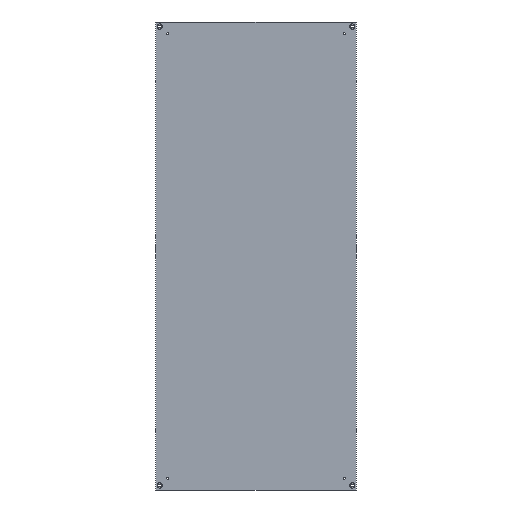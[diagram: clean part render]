
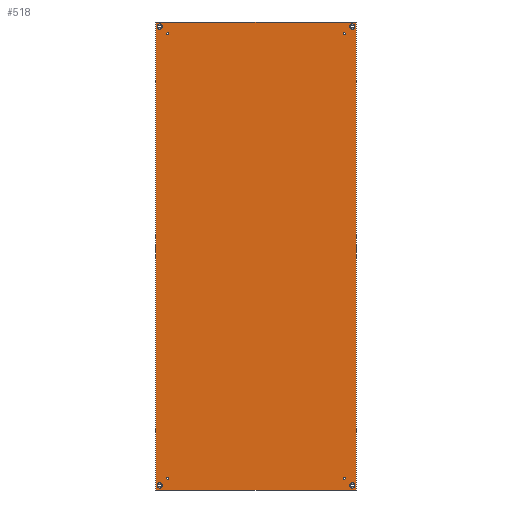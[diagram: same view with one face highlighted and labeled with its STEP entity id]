
A CAD part, front view. The second image highlights one B-rep face of the part: STEP entity #518.
In plain terms, the highlighted planar face has unit normal (0, -1, 0).
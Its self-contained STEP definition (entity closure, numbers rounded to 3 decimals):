
#7 = FACE_BOUND ( 'NONE', #2034, .T. ) ;
#18 = FACE_BOUND ( 'NONE', #53, .T. ) ;
#27 = DIRECTION ( 'NONE',  ( 1., 0., 0. ) ) ;
#28 = VECTOR ( 'NONE', #27, 1000. ) ;
#37 = VERTEX_POINT ( 'NONE', #2245 ) ;
#42 = EDGE_CURVE ( 'NONE', #515, #374, #1480, .T. ) ;
#53 = EDGE_LOOP ( 'NONE', ( #1047 ) ) ;
#60 = ORIENTED_EDGE ( 'NONE', *, *, #1408, .F. ) ;
#66 = AXIS2_PLACEMENT_3D ( 'NONE', #394, #212, #1802 ) ;
#87 = LINE ( 'NONE', #1866, #857 ) ;
#164 = EDGE_LOOP ( 'NONE', ( #1715 ) ) ;
#212 = DIRECTION ( 'NONE',  ( 0., 1., 0. ) ) ;
#222 = CARTESIAN_POINT ( 'NONE',  ( 427.998, -2.5, 1019.498 ) ) ;
#229 = VERTEX_POINT ( 'NONE', #1341 ) ;
#267 = AXIS2_PLACEMENT_3D ( 'NONE', #868, #1778, #1952 ) ;
#307 = CARTESIAN_POINT ( 'NONE',  ( 445., -2.5, 0. ) ) ;
#323 = VERTEX_POINT ( 'NONE', #2146 ) ;
#344 = ORIENTED_EDGE ( 'NONE', *, *, #2008, .F. ) ;
#374 = VERTEX_POINT ( 'NONE', #1739 ) ;
#388 = ORIENTED_EDGE ( 'NONE', *, *, #647, .T. ) ;
#394 = CARTESIAN_POINT ( 'NONE',  ( 0., -2.5, 0. ) ) ;
#406 = CARTESIAN_POINT ( 'NONE',  ( -396.998, -2.5, 987.498 ) ) ;
#436 = EDGE_CURVE ( 'NONE', #1283, #323, #1297, .T. ) ;
#459 = DIRECTION ( 'NONE',  ( 0., 1., 0. ) ) ;
#483 = DIRECTION ( 'NONE',  ( -1., 0., 0. ) ) ;
#515 = VERTEX_POINT ( 'NONE', #2023 ) ;
#518 = ADVANCED_FACE ( 'NONE', ( #928, #7, #1639, #1278, #18, #1847, #1291, #1836, #1650 ), #1455, .F. ) ;
#590 = CARTESIAN_POINT ( 'NONE',  ( -427.998, -2.5, -1007.498 ) ) ;
#595 = EDGE_LOOP ( 'NONE', ( #1609 ) ) ;
#617 = EDGE_LOOP ( 'NONE', ( #2074 ) ) ;
#635 = CIRCLE ( 'NONE', #975, 4.5 ) ;
#647 = EDGE_CURVE ( 'NONE', #803, #803, #1903, .T. ) ;
#678 = AXIS2_PLACEMENT_3D ( 'NONE', #2104, #814, #1941 ) ;
#697 = EDGE_LOOP ( 'NONE', ( #1761, #1383, #1637, #344 ) ) ;
#717 = DIRECTION ( 'NONE',  ( -1., 0., 0. ) ) ;
#731 = DIRECTION ( 'NONE',  ( 0., 0., 1. ) ) ;
#756 = CARTESIAN_POINT ( 'NONE',  ( 427.998, -2.5, -1019.498 ) ) ;
#780 = AXIS2_PLACEMENT_3D ( 'NONE', #756, #914, #731 ) ;
#794 = VERTEX_POINT ( 'NONE', #1351 ) ;
#803 = VERTEX_POINT ( 'NONE', #1493 ) ;
#814 = DIRECTION ( 'NONE',  ( 0., -1., 0. ) ) ;
#854 = DIRECTION ( 'NONE',  ( 0., -1., 0. ) ) ;
#857 = VECTOR ( 'NONE', #1730, 1000. ) ;
#868 = CARTESIAN_POINT ( 'NONE',  ( 392.498, -2.5, -987.498 ) ) ;
#873 = DIRECTION ( 'NONE',  ( 0., 1., 0. ) ) ;
#874 = CARTESIAN_POINT ( 'NONE',  ( 0., -2.5, 1040. ) ) ;
#879 = EDGE_CURVE ( 'NONE', #950, #950, #2246, .T. ) ;
#914 = DIRECTION ( 'NONE',  ( 0., -1., 0. ) ) ;
#928 = FACE_BOUND ( 'NONE', #595, .T. ) ;
#950 = VERTEX_POINT ( 'NONE', #2069 ) ;
#954 = EDGE_CURVE ( 'NONE', #1141, #1141, #635, .T. ) ;
#975 = AXIS2_PLACEMENT_3D ( 'NONE', #1166, #459, #483 ) ;
#1043 = ORIENTED_EDGE ( 'NONE', *, *, #1172, .F. ) ;
#1047 = ORIENTED_EDGE ( 'NONE', *, *, #2306, .T. ) ;
#1074 = CARTESIAN_POINT ( 'NONE',  ( 392.498, -2.5, 987.498 ) ) ;
#1095 = CIRCLE ( 'NONE', #267, 4.5 ) ;
#1141 = VERTEX_POINT ( 'NONE', #406 ) ;
#1166 = CARTESIAN_POINT ( 'NONE',  ( -392.498, -2.5, 987.498 ) ) ;
#1172 = EDGE_CURVE ( 'NONE', #794, #794, #1402, .T. ) ;
#1278 = FACE_BOUND ( 'NONE', #164, .T. ) ;
#1283 = VERTEX_POINT ( 'NONE', #1308 ) ;
#1291 = FACE_BOUND ( 'NONE', #1594, .T. ) ;
#1297 = LINE ( 'NONE', #874, #28 ) ;
#1308 = CARTESIAN_POINT ( 'NONE',  ( -445., -2.5, 1040. ) ) ;
#1316 = VERTEX_POINT ( 'NONE', #1694 ) ;
#1341 = CARTESIAN_POINT ( 'NONE',  ( 387.998, -2.5, -987.498 ) ) ;
#1351 = CARTESIAN_POINT ( 'NONE',  ( -427.998, -2.5, 1031.498 ) ) ;
#1383 = ORIENTED_EDGE ( 'NONE', *, *, #1418, .F. ) ;
#1402 = CIRCLE ( 'NONE', #2205, 12. ) ;
#1408 = EDGE_CURVE ( 'NONE', #1862, #1862, #1825, .T. ) ;
#1418 = EDGE_CURVE ( 'NONE', #323, #515, #1520, .T. ) ;
#1455 = PLANE ( 'NONE',  #66 ) ;
#1469 = CIRCLE ( 'NONE', #1904, 4.5 ) ;
#1480 = LINE ( 'NONE', #2256, #1857 ) ;
#1487 = DIRECTION ( 'NONE',  ( 0., 0., 1. ) ) ;
#1493 = CARTESIAN_POINT ( 'NONE',  ( -396.998, -2.5, -987.498 ) ) ;
#1504 = EDGE_CURVE ( 'NONE', #229, #229, #1095, .T. ) ;
#1520 = LINE ( 'NONE', #307, #1755 ) ;
#1594 = EDGE_LOOP ( 'NONE', ( #1974 ) ) ;
#1609 = ORIENTED_EDGE ( 'NONE', *, *, #1504, .T. ) ;
#1633 = CARTESIAN_POINT ( 'NONE',  ( -427.998, -2.5, 1019.498 ) ) ;
#1637 = ORIENTED_EDGE ( 'NONE', *, *, #436, .F. ) ;
#1639 = FACE_BOUND ( 'NONE', #1655, .T. ) ;
#1650 = FACE_OUTER_BOUND ( 'NONE', #697, .T. ) ;
#1655 = EDGE_LOOP ( 'NONE', ( #388 ) ) ;
#1694 = CARTESIAN_POINT ( 'NONE',  ( 427.998, -2.5, -1007.498 ) ) ;
#1715 = ORIENTED_EDGE ( 'NONE', *, *, #879, .F. ) ;
#1730 = DIRECTION ( 'NONE',  ( 0., 0., 1. ) ) ;
#1739 = CARTESIAN_POINT ( 'NONE',  ( -445., -2.5, -1040. ) ) ;
#1755 = VECTOR ( 'NONE', #2272, 1000. ) ;
#1761 = ORIENTED_EDGE ( 'NONE', *, *, #42, .F. ) ;
#1778 = DIRECTION ( 'NONE',  ( 0., 1., 0. ) ) ;
#1802 = DIRECTION ( 'NONE',  ( 1., 0., 0. ) ) ;
#1824 = DIRECTION ( 'NONE',  ( 0., 1., 0. ) ) ;
#1825 = CIRCLE ( 'NONE', #678, 12. ) ;
#1836 = FACE_BOUND ( 'NONE', #617, .T. ) ;
#1847 = FACE_BOUND ( 'NONE', #2287, .T. ) ;
#1857 = VECTOR ( 'NONE', #2242, 1000. ) ;
#1862 = VERTEX_POINT ( 'NONE', #590 ) ;
#1866 = CARTESIAN_POINT ( 'NONE',  ( -445., -2.5, 0. ) ) ;
#1903 = CIRCLE ( 'NONE', #2130, 4.5 ) ;
#1904 = AXIS2_PLACEMENT_3D ( 'NONE', #1074, #1824, #717 ) ;
#1928 = EDGE_CURVE ( 'NONE', #1316, #1316, #2048, .T. ) ;
#1941 = DIRECTION ( 'NONE',  ( 0., 0., 1. ) ) ;
#1952 = DIRECTION ( 'NONE',  ( -1., 0., 0. ) ) ;
#1974 = ORIENTED_EDGE ( 'NONE', *, *, #954, .T. ) ;
#2008 = EDGE_CURVE ( 'NONE', #374, #1283, #87, .T. ) ;
#2011 = CARTESIAN_POINT ( 'NONE',  ( -392.498, -2.5, -987.498 ) ) ;
#2023 = CARTESIAN_POINT ( 'NONE',  ( 445., -2.5, -1040. ) ) ;
#2034 = EDGE_LOOP ( 'NONE', ( #60 ) ) ;
#2048 = CIRCLE ( 'NONE', #780, 12. ) ;
#2056 = AXIS2_PLACEMENT_3D ( 'NONE', #222, #2215, #1487 ) ;
#2069 = CARTESIAN_POINT ( 'NONE',  ( 427.998, -2.5, 1031.498 ) ) ;
#2074 = ORIENTED_EDGE ( 'NONE', *, *, #1928, .F. ) ;
#2104 = CARTESIAN_POINT ( 'NONE',  ( -427.998, -2.5, -1019.498 ) ) ;
#2130 = AXIS2_PLACEMENT_3D ( 'NONE', #2011, #873, #2337 ) ;
#2146 = CARTESIAN_POINT ( 'NONE',  ( 445., -2.5, 1040. ) ) ;
#2160 = DIRECTION ( 'NONE',  ( 0., 0., 1. ) ) ;
#2205 = AXIS2_PLACEMENT_3D ( 'NONE', #1633, #854, #2160 ) ;
#2215 = DIRECTION ( 'NONE',  ( 0., -1., 0. ) ) ;
#2242 = DIRECTION ( 'NONE',  ( -1., 0., 0. ) ) ;
#2245 = CARTESIAN_POINT ( 'NONE',  ( 387.998, -2.5, 987.498 ) ) ;
#2246 = CIRCLE ( 'NONE', #2056, 12. ) ;
#2256 = CARTESIAN_POINT ( 'NONE',  ( 0., -2.5, -1040. ) ) ;
#2272 = DIRECTION ( 'NONE',  ( 0., 0., -1. ) ) ;
#2287 = EDGE_LOOP ( 'NONE', ( #1043 ) ) ;
#2306 = EDGE_CURVE ( 'NONE', #37, #37, #1469, .T. ) ;
#2337 = DIRECTION ( 'NONE',  ( -1., 0., 0. ) ) ;
